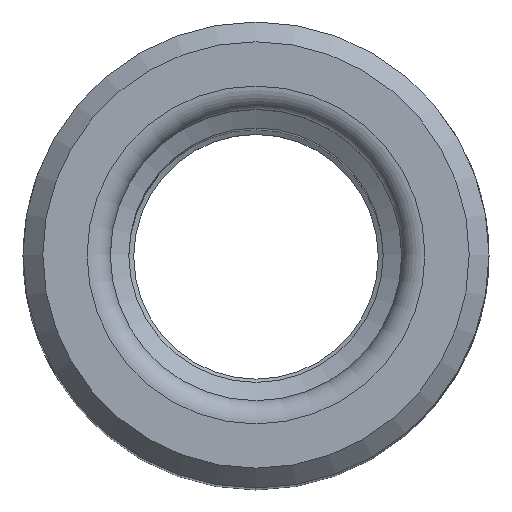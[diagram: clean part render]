
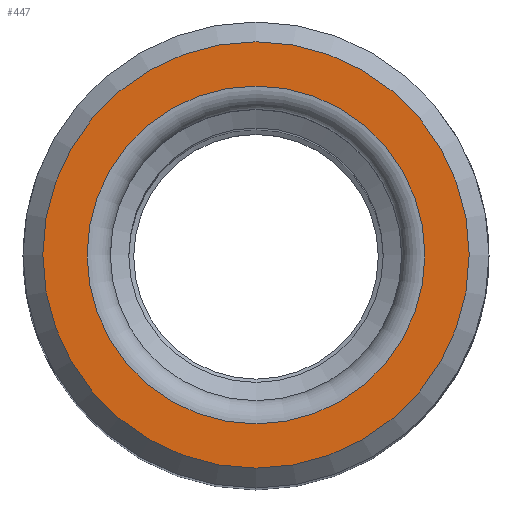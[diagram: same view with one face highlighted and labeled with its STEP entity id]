
A CAD part, top view. The second image highlights one B-rep face of the part: STEP entity #447.
In plain terms, the highlighted planar face has unit normal (0, 0, 1).
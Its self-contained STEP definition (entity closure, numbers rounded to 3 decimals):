
#29=PLANE('',#489);
#78=ORIENTED_EDGE('',*,*,#132,.F.);
#79=ORIENTED_EDGE('',*,*,#131,.T.);
#131=EDGE_CURVE('',#160,#160,#177,.T.);
#132=EDGE_CURVE('',#161,#161,#178,.T.);
#160=VERTEX_POINT('',#653);
#161=VERTEX_POINT('',#656);
#177=CIRCLE('',#488,9.15);
#178=CIRCLE('',#490,7.25);
#201=EDGE_LOOP('',(#78));
#202=EDGE_LOOP('',(#79));
#243=FACE_BOUND('',#201,.T.);
#244=FACE_BOUND('',#202,.T.);
#447=ADVANCED_FACE('',(#243,#244),#29,.F.);
#488=AXIS2_PLACEMENT_3D('',#652,#558,#559);
#489=AXIS2_PLACEMENT_3D('',#654,#560,#561);
#490=AXIS2_PLACEMENT_3D('',#655,#562,#563);
#558=DIRECTION('',(0.,0.,1.));
#559=DIRECTION('',(1.,0.,0.));
#560=DIRECTION('',(0.,0.,-1.));
#561=DIRECTION('',(-1.,0.,0.));
#562=DIRECTION('',(0.,0.,1.));
#563=DIRECTION('',(1.,0.,0.));
#652=CARTESIAN_POINT('',(0.,0.,77.5));
#653=CARTESIAN_POINT('',(9.15,0.,77.5));
#654=CARTESIAN_POINT('',(9.15,0.,77.5));
#655=CARTESIAN_POINT('',(0.,0.,77.5));
#656=CARTESIAN_POINT('',(7.25,0.,77.5));
